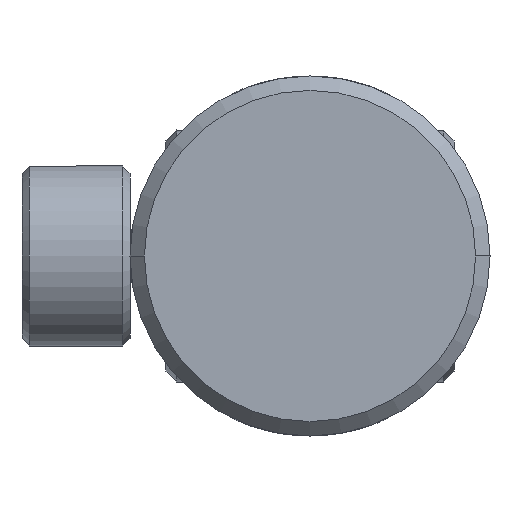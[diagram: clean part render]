
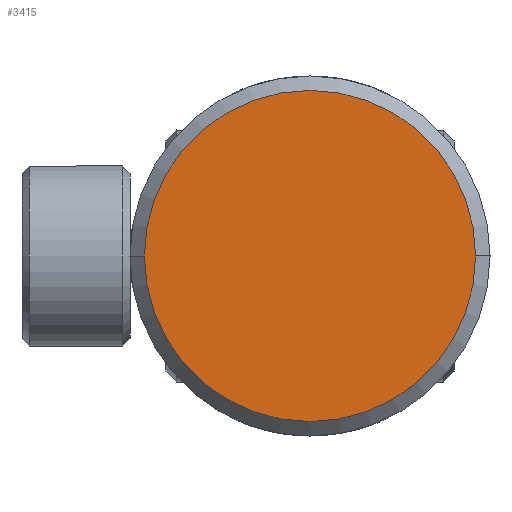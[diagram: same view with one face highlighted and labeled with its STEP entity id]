
A CAD part, left-side view. The second image highlights one B-rep face of the part: STEP entity #3415.
In plain terms, the highlighted planar face has unit normal (-1, 0, 0).
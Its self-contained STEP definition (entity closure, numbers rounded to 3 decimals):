
#39 = DIRECTION ( 'NONE',  ( 1., 0., 0. ) ) ;
#219 = DIRECTION ( 'NONE',  ( 0., 1., 0. ) ) ;
#316 = PLANE ( 'NONE',  #2474 ) ;
#674 = ORIENTED_EDGE ( 'NONE', *, *, #1099, .F. ) ;
#713 = VERTEX_POINT ( 'NONE', #2366 ) ;
#961 = DIRECTION ( 'NONE',  ( 0., -1., 0. ) ) ;
#1099 = EDGE_CURVE ( 'NONE', #713, #1774, #3430, .T. ) ;
#1517 = CIRCLE ( 'NONE', #3213, 23. ) ;
#1774 = VERTEX_POINT ( 'NONE', #2789 ) ;
#2006 = CARTESIAN_POINT ( 'NONE',  ( 0., 0., 0. ) ) ;
#2199 = DIRECTION ( 'NONE',  ( 1., 0., 0. ) ) ;
#2348 = DIRECTION ( 'NONE',  ( 0., 1., 0. ) ) ;
#2366 = CARTESIAN_POINT ( 'NONE',  ( 0., 23., 0. ) ) ;
#2468 = EDGE_CURVE ( 'NONE', #1774, #713, #1517, .T. ) ;
#2474 = AXIS2_PLACEMENT_3D ( 'NONE', #2617, #2943, #961 ) ;
#2533 = FACE_OUTER_BOUND ( 'NONE', #3883, .T. ) ;
#2617 = CARTESIAN_POINT ( 'NONE',  ( 0., 0., 0. ) ) ;
#2623 = AXIS2_PLACEMENT_3D ( 'NONE', #4156, #2199, #219 ) ;
#2789 = CARTESIAN_POINT ( 'NONE',  ( 0., -23., 0. ) ) ;
#2943 = DIRECTION ( 'NONE',  ( -1., 0., 0. ) ) ;
#3213 = AXIS2_PLACEMENT_3D ( 'NONE', #2006, #39, #2348 ) ;
#3415 = ADVANCED_FACE ( 'NONE', ( #2533 ), #316, .T. ) ;
#3430 = CIRCLE ( 'NONE', #2623, 23. ) ;
#3629 = ORIENTED_EDGE ( 'NONE', *, *, #2468, .F. ) ;
#3883 = EDGE_LOOP ( 'NONE', ( #674, #3629 ) ) ;
#4156 = CARTESIAN_POINT ( 'NONE',  ( 0., 0., 0. ) ) ;
